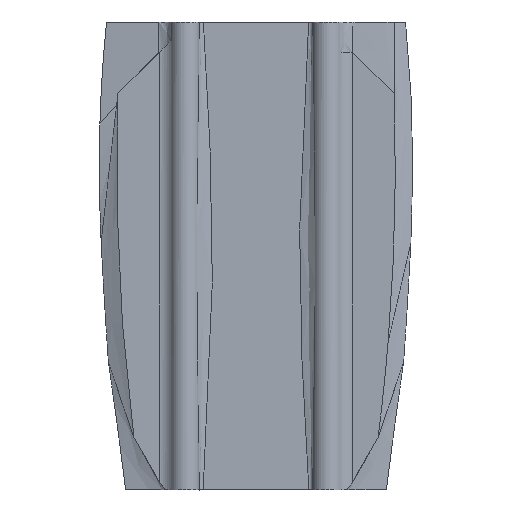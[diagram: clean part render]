
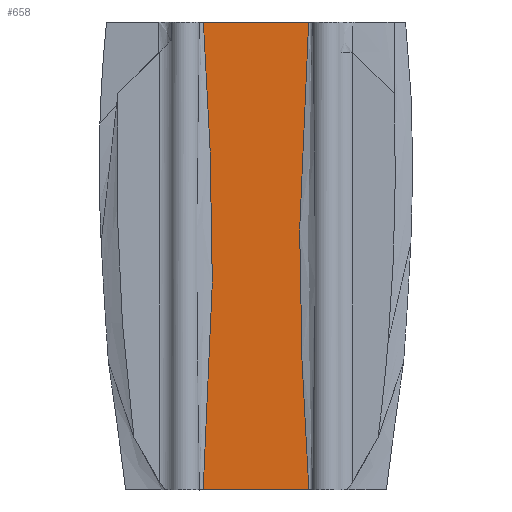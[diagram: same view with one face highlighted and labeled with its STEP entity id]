
A CAD part, front view. The second image highlights one B-rep face of the part: STEP entity #658.
In plain terms, the highlighted planar face has unit normal (0, -1, 0).
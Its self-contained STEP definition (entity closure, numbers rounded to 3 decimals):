
#59=FACE_OUTER_BOUND('',#104,.T.);
#104=EDGE_LOOP('',(#467,#468,#469,#470));
#183=B_SPLINE_CURVE_WITH_KNOTS('',3,(#1124,#1125,#1126,#1127,#1128,#1129,
#1130,#1131,#1132,#1133),.UNSPECIFIED.,.F.,.F.,(4,1,1,1,1,1,1,4),(2.852,
6.135,9.421,12.708,15.995,17.638,
22.569,25.852),.UNSPECIFIED.);
#184=B_SPLINE_CURVE_WITH_KNOTS('',3,(#1136,#1137,#1138,#1139,#1140,#1141,
#1142,#1143,#1144,#1145),.UNSPECIFIED.,.F.,.F.,(4,1,1,1,1,1,1,4),(-25.852,
-22.569,-19.282,-15.995,-12.708,-9.421,
-6.135,-2.852),.UNSPECIFIED.);
#210=LINE('',#1032,#244);
#214=LINE('',#1135,#248);
#244=VECTOR('',#793,10.);
#248=VECTOR('',#823,10.);
#282=VERTEX_POINT('',#975);
#283=VERTEX_POINT('',#1031);
#294=VERTEX_POINT('',#1123);
#295=VERTEX_POINT('',#1134);
#347=EDGE_CURVE('',#283,#282,#210,.T.);
#361=EDGE_CURVE('',#294,#282,#183,.T.);
#362=EDGE_CURVE('',#294,#295,#214,.T.);
#363=EDGE_CURVE('',#283,#295,#184,.T.);
#467=ORIENTED_EDGE('',*,*,#347,.T.);
#468=ORIENTED_EDGE('',*,*,#361,.F.);
#469=ORIENTED_EDGE('',*,*,#362,.T.);
#470=ORIENTED_EDGE('',*,*,#363,.F.);
#644=PLANE('',#732);
#658=ADVANCED_FACE('',(#59),#644,.F.);
#732=AXIS2_PLACEMENT_3D('',#1122,#821,#822);
#793=DIRECTION('',(1.,0.,0.));
#821=DIRECTION('center_axis',(0.,1.,0.));
#822=DIRECTION('ref_axis',(0.,0.,1.));
#823=DIRECTION('',(-1.,0.,0.));
#975=CARTESIAN_POINT('',(25.595,-4.,-93.517));
#1031=CARTESIAN_POINT('',(-26.378,-4.,-93.517));
#1032=CARTESIAN_POINT('',(-51.051,-4.,-93.517));
#1122=CARTESIAN_POINT('Origin',(-0.338,-4.,24.63));
#1123=CARTESIAN_POINT('',(25.484,-4.,136.483));
#1124=CARTESIAN_POINT('Ctrl Pts',(25.484,-4.,136.483));
#1125=CARTESIAN_POINT('Ctrl Pts',(24.883,-4.,125.54));
#1126=CARTESIAN_POINT('Ctrl Pts',(23.584,-4.,103.641));
#1127=CARTESIAN_POINT('Ctrl Pts',(21.951,-4.,70.786));
#1128=CARTESIAN_POINT('Ctrl Pts',(20.942,-4.,37.918));
#1129=CARTESIAN_POINT('Ctrl Pts',(20.967,-4.,10.528));
#1130=CARTESIAN_POINT('Ctrl Pts',(21.781,-4.,-22.34));
#1131=CARTESIAN_POINT('Ctrl Pts',(23.375,-4.,-55.195));
#1132=CARTESIAN_POINT('Ctrl Pts',(25.001,-4.,-82.573));
#1133=CARTESIAN_POINT('Ctrl Pts',(25.595,-4.,-93.517));
#1134=CARTESIAN_POINT('',(-26.267,-4.,136.483));
#1135=CARTESIAN_POINT('',(50.322,-4.,136.483));
#1136=CARTESIAN_POINT('Ctrl Pts',(-26.378,-4.,-93.517));
#1137=CARTESIAN_POINT('Ctrl Pts',(-25.784,-4.,-82.573));
#1138=CARTESIAN_POINT('Ctrl Pts',(-24.482,-4.,-60.673));
#1139=CARTESIAN_POINT('Ctrl Pts',(-22.822,-4.,-27.818));
#1140=CARTESIAN_POINT('Ctrl Pts',(-21.76,-4.,5.05));
#1141=CARTESIAN_POINT('Ctrl Pts',(-21.722,-4.,37.918));
#1142=CARTESIAN_POINT('Ctrl Pts',(-22.735,-4.,70.786));
#1143=CARTESIAN_POINT('Ctrl Pts',(-24.367,-4.,103.641));
#1144=CARTESIAN_POINT('Ctrl Pts',(-25.666,-4.,125.54));
#1145=CARTESIAN_POINT('Ctrl Pts',(-26.267,-4.,136.483));
